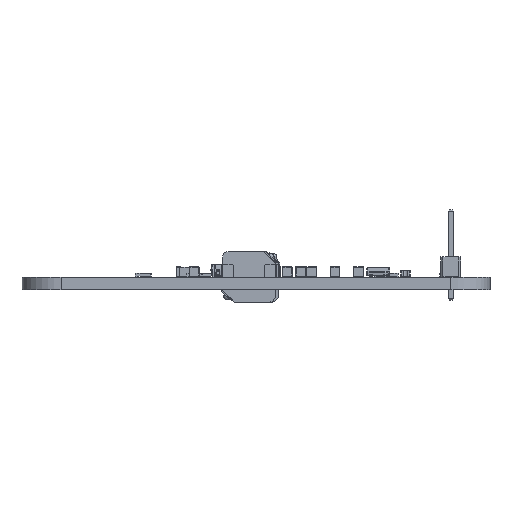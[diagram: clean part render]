
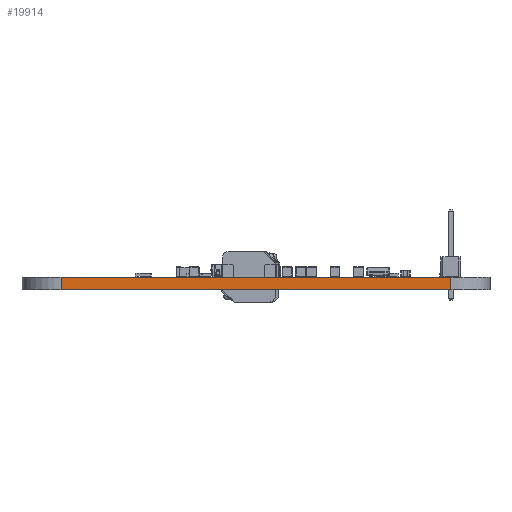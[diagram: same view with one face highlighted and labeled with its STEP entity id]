
A CAD part, left-side view. The second image highlights one B-rep face of the part: STEP entity #19914.
In plain terms, the highlighted planar face has unit normal (-1, 0, 0).
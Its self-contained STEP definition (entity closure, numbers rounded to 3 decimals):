
#18260 = VERTEX_POINT('',#18261);
#18261 = CARTESIAN_POINT('',(79.,-88.8,0.));
#18268 = EDGE_CURVE('',#18260,#18269,#18271,.T.);
#18269 = VERTEX_POINT('',#18270);
#18270 = CARTESIAN_POINT('',(79.,-39.,0.));
#18271 = LINE('',#18272,#18273);
#18272 = CARTESIAN_POINT('',(79.,-88.8,0.));
#18273 = VECTOR('',#18274,1.);
#18274 = DIRECTION('',(0.,1.,0.));
#19082 = VERTEX_POINT('',#19083);
#19083 = CARTESIAN_POINT('',(79.,-88.8,1.6));
#19090 = EDGE_CURVE('',#19082,#19091,#19093,.T.);
#19091 = VERTEX_POINT('',#19092);
#19092 = CARTESIAN_POINT('',(79.,-39.,1.6));
#19093 = LINE('',#19094,#19095);
#19094 = CARTESIAN_POINT('',(79.,-88.8,1.6));
#19095 = VECTOR('',#19096,1.);
#19096 = DIRECTION('',(0.,1.,0.));
#19884 = EDGE_CURVE('',#18269,#19091,#19885,.T.);
#19885 = LINE('',#19886,#19887);
#19886 = CARTESIAN_POINT('',(79.,-39.,0.));
#19887 = VECTOR('',#19888,1.);
#19888 = DIRECTION('',(0.,0.,1.));
#19914 = ADVANCED_FACE('',(#19915),#19926,.T.);
#19915 = FACE_BOUND('',#19916,.T.);
#19916 = EDGE_LOOP('',(#19917,#19923,#19924,#19925));
#19917 = ORIENTED_EDGE('',*,*,#19918,.T.);
#19918 = EDGE_CURVE('',#18260,#19082,#19919,.T.);
#19919 = LINE('',#19920,#19921);
#19920 = CARTESIAN_POINT('',(79.,-88.8,0.));
#19921 = VECTOR('',#19922,1.);
#19922 = DIRECTION('',(0.,0.,1.));
#19923 = ORIENTED_EDGE('',*,*,#19090,.T.);
#19924 = ORIENTED_EDGE('',*,*,#19884,.F.);
#19925 = ORIENTED_EDGE('',*,*,#18268,.F.);
#19926 = PLANE('',#19927);
#19927 = AXIS2_PLACEMENT_3D('',#19928,#19929,#19930);
#19928 = CARTESIAN_POINT('',(79.,-88.8,0.));
#19929 = DIRECTION('',(-1.,0.,0.));
#19930 = DIRECTION('',(0.,1.,0.));
